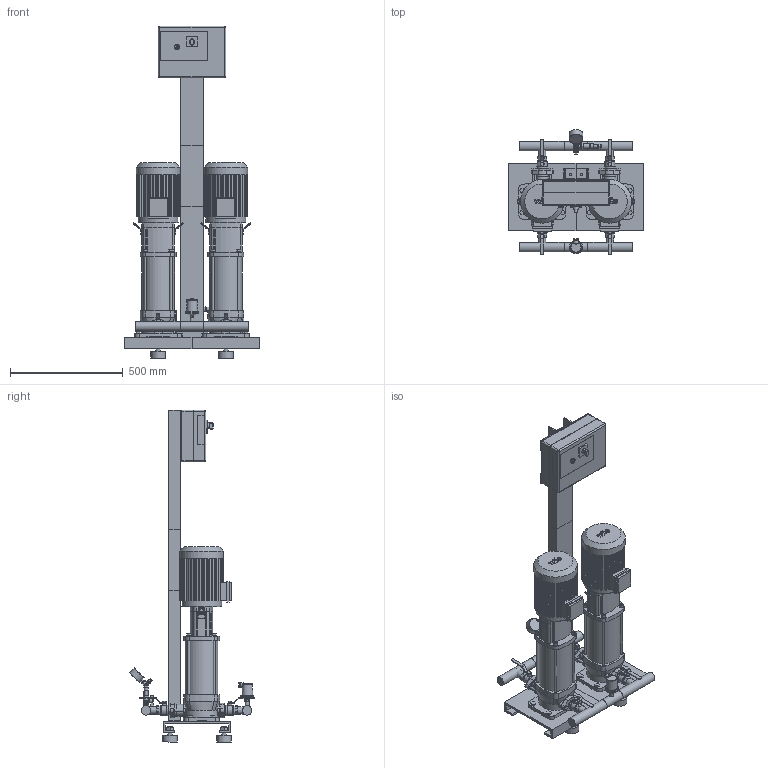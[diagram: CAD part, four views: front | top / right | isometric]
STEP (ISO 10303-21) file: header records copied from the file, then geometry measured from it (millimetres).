
FILE_DESCRIPTION(/* description */ (''),/* implementation_level */ '2;1');
FILE_NAME(/* name */ '3d_COF-2HELIX410-T-V-CPI-4217556.stp',/* time_stamp */ '2017-11-06T15:16:44+01:00',/* author */ ('Andrzej'),/* organization */ (''),/* preprocessor_version */ 'ST-DEVELOPER v16.13',/* originating_system */ 'AutoCAD Mechanical',/* authorisation */ '');
FILE_SCHEMA (('AUTOMOTIVE_DESIGN { 1 0 10303 214 3 1 1 }'));
Products named in the file (1): Product
Bounding box: 600 x 554.17 x 1472 mm (x, y, z)
Volume: 46304512.2 mm3; surface area: 4020271 mm2
Topology: 108 solids, 108 shells, 2315 faces, 5804 edges, 3804 vertices
Faces by surface type: plane 1573, cylinder 564, bspline 76, cone 62, torus 22, sphere 18
Full cylindrical faces by diameter (mm): 5 x1, 9 x1, 10 x25, 11 x19, 12 x10, 13 x13, 13.5 x2, 14 x1, 15 x2, 16 x3, 16.9 x1, 17 x5, 18 x7, 19 x1, 20 x23, 21 x1, 23 x3, 24 x1, 25 x1, 33.7 x12, 38.7 x4, 41.7 x8, 42 x4, 42.4 x4, 43.6 x4, 46.4 x4, 47.7 x4, 50 x2, 54 x4, 56.9 x2
Entity records: 70657 total; most frequent: CARTESIAN_POINT 15237, DIRECTION 11461, ORIENTED_EDGE 10964, EDGE_CURVE 5482, AXIS2_PLACEMENT_3D 3934, VERTEX_POINT 3759, LINE 3593, VECTOR 3593
